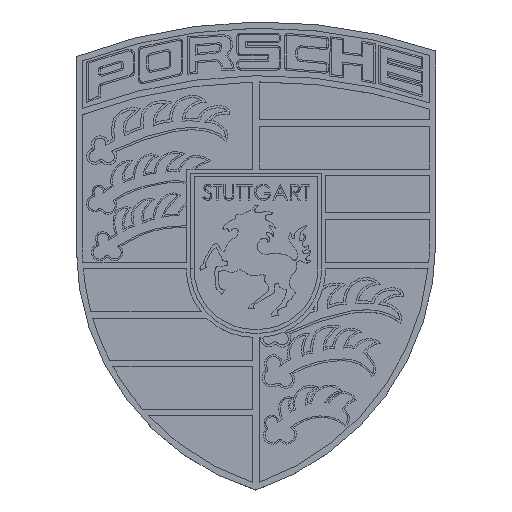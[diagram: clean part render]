
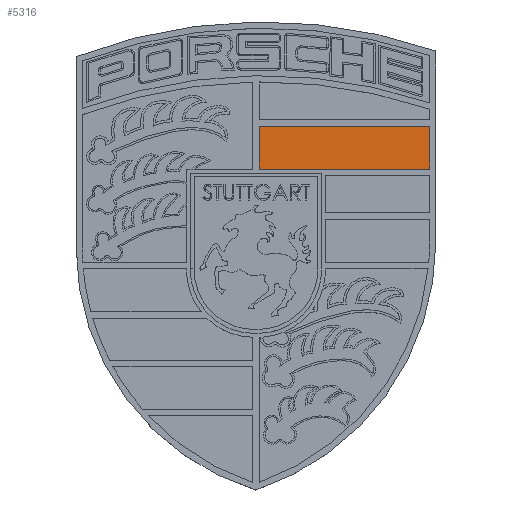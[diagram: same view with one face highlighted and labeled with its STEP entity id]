
A CAD part, top view. The second image highlights one B-rep face of the part: STEP entity #5316.
In plain terms, the highlighted planar face has unit normal (0, 0, 1).
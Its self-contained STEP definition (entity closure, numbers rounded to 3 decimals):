
#273 = VERTEX_POINT ( 'NONE', #7096 ) ;
#392 = CARTESIAN_POINT ( 'NONE',  ( 786.842, 652.606, 20. ) ) ;
#679 = ORIENTED_EDGE ( 'NONE', *, *, #22986, .T. ) ;
#1552 = EDGE_CURVE ( 'NONE', #7707, #4214, #17275, .T. ) ;
#2846 = DIRECTION ( 'NONE',  ( -1., 0., 0. ) ) ;
#4169 = VECTOR ( 'NONE', #7687, 1000. ) ;
#4214 = VERTEX_POINT ( 'NONE', #14082 ) ;
#4460 = FACE_OUTER_BOUND ( 'NONE', #11120, .T. ) ;
#5316 = ADVANCED_FACE ( 'NONE', ( #4460 ), #16412, .F. ) ;
#5454 = ORIENTED_EDGE ( 'NONE', *, *, #5559, .T. ) ;
#5559 = EDGE_CURVE ( 'NONE', #28839, #273, #6369, .T. ) ;
#6369 = LINE ( 'NONE', #30385, #19493 ) ;
#7096 = CARTESIAN_POINT ( 'NONE',  ( 790.739, 652.606, 20. ) ) ;
#7500 = LINE ( 'NONE', #21689, #25661 ) ;
#7687 = DIRECTION ( 'NONE',  ( 0., 1., 0. ) ) ;
#7707 = VERTEX_POINT ( 'NONE', #14899 ) ;
#8981 = ORIENTED_EDGE ( 'NONE', *, *, #1552, .T. ) ;
#9344 = DIRECTION ( 'NONE',  ( -1., 0., 0. ) ) ;
#11120 = EDGE_LOOP ( 'NONE', ( #19561, #8981, #679, #5454 ) ) ;
#11534 = DIRECTION ( 'NONE',  ( 0., 0., -1. ) ) ;
#12122 = LINE ( 'NONE', #392, #17952 ) ;
#14082 = CARTESIAN_POINT ( 'NONE',  ( 1008.616, 707.459, 20. ) ) ;
#14899 = CARTESIAN_POINT ( 'NONE',  ( 1008.616, 652.606, 20. ) ) ;
#16412 = PLANE ( 'NONE',  #27074 ) ;
#17275 = LINE ( 'NONE', #24969, #4169 ) ;
#17952 = VECTOR ( 'NONE', #2846, 1000. ) ;
#19493 = VECTOR ( 'NONE', #20623, 1000. ) ;
#19561 = ORIENTED_EDGE ( 'NONE', *, *, #27159, .F. ) ;
#20623 = DIRECTION ( 'NONE',  ( 0., -1., 0. ) ) ;
#20852 = CARTESIAN_POINT ( 'NONE',  ( 790.739, 707.459, 20. ) ) ;
#21689 = CARTESIAN_POINT ( 'NONE',  ( 786.842, 707.459, 20. ) ) ;
#22986 = EDGE_CURVE ( 'NONE', #4214, #28839, #7500, .T. ) ;
#24969 = CARTESIAN_POINT ( 'NONE',  ( 1008.616, -45.178, 20. ) ) ;
#25661 = VECTOR ( 'NONE', #9344, 1000. ) ;
#26314 = CARTESIAN_POINT ( 'NONE',  ( 683.017, 559.654, 20. ) ) ;
#27074 = AXIS2_PLACEMENT_3D ( 'NONE', #26314, #11534, #28798 ) ;
#27159 = EDGE_CURVE ( 'NONE', #7707, #273, #12122, .T. ) ;
#28798 = DIRECTION ( 'NONE',  ( -1., 0., 0. ) ) ;
#28839 = VERTEX_POINT ( 'NONE', #20852 ) ;
#30385 = CARTESIAN_POINT ( 'NONE',  ( 790.739, -45.178, 20. ) ) ;
